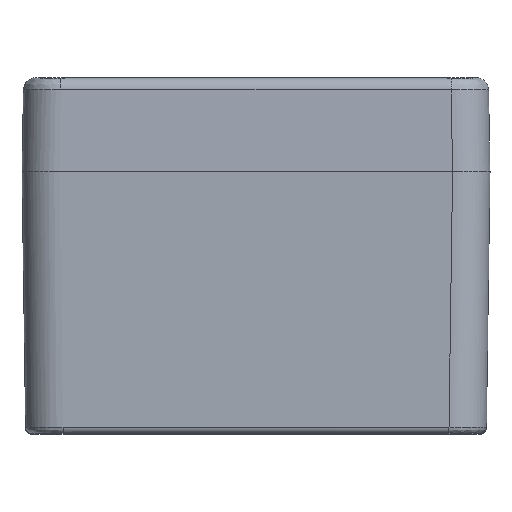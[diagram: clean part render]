
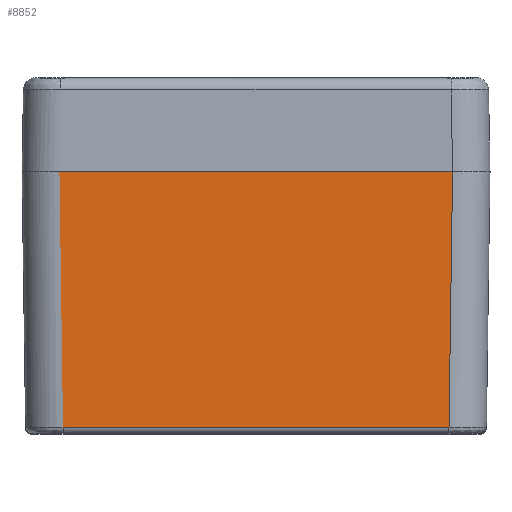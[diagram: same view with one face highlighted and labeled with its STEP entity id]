
A CAD part, top view. The second image highlights one B-rep face of the part: STEP entity #8852.
In plain terms, the highlighted planar face has unit normal (0, -0.014, 1).
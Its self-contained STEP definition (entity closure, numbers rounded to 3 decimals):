
#719 = ORIENTED_EDGE ( 'NONE', *, *, #7464, .F. ) ;
#1279 = VECTOR ( 'NONE', #12120, 1000. ) ;
#1904 = VERTEX_POINT ( 'NONE', #7812 ) ;
#2040 = CARTESIAN_POINT ( 'NONE',  ( -31.501, 42., 40. ) ) ;
#2086 = VERTEX_POINT ( 'NONE', #16316 ) ;
#2337 = PLANE ( 'NONE',  #11173 ) ;
#2822 = CARTESIAN_POINT ( 'NONE',  ( -30.928, 0.986, 39.427 ) ) ;
#3761 = LINE ( 'NONE', #8926, #3873 ) ;
#3873 = VECTOR ( 'NONE', #14109, 1000. ) ;
#4726 = CARTESIAN_POINT ( 'NONE',  ( 31.501, 42., 40. ) ) ;
#5137 = VECTOR ( 'NONE', #10956, 1000. ) ;
#5534 = EDGE_CURVE ( 'NONE', #2086, #15600, #11178, .T. ) ;
#6128 = ORIENTED_EDGE ( 'NONE', *, *, #11743, .T. ) ;
#7464 = EDGE_CURVE ( 'NONE', #15600, #16363, #14705, .T. ) ;
#7812 = CARTESIAN_POINT ( 'NONE',  ( -31.501, 42., 40. ) ) ;
#8754 = VECTOR ( 'NONE', #13966, 1000. ) ;
#8852 = ADVANCED_FACE ( 'NONE', ( #13951 ), #2337, .T. ) ;
#8926 = CARTESIAN_POINT ( 'NONE',  ( -31.501, 42., 40. ) ) ;
#9770 = CARTESIAN_POINT ( 'NONE',  ( 30.928, 0.986, 39.427 ) ) ;
#10956 = DIRECTION ( 'NONE',  ( -1., 0., 0. ) ) ;
#11173 = AXIS2_PLACEMENT_3D ( 'NONE', #16678, #14117, #12694 ) ;
#11178 = LINE ( 'NONE', #4726, #1279 ) ;
#11743 = EDGE_CURVE ( 'NONE', #1904, #16363, #3761, .T. ) ;
#11789 = EDGE_LOOP ( 'NONE', ( #14009, #14505, #6128, #719 ) ) ;
#12120 = DIRECTION ( 'NONE',  ( -0.014, -1., -0.014 ) ) ;
#12694 = DIRECTION ( 'NONE',  ( -1., 0., 0. ) ) ;
#13951 = FACE_OUTER_BOUND ( 'NONE', #11789, .T. ) ;
#13966 = DIRECTION ( 'NONE',  ( 1., 0., 0. ) ) ;
#14009 = ORIENTED_EDGE ( 'NONE', *, *, #5534, .F. ) ;
#14109 = DIRECTION ( 'NONE',  ( 0.014, -1., -0.014 ) ) ;
#14117 = DIRECTION ( 'NONE',  ( 0., -0.014, 1. ) ) ;
#14505 = ORIENTED_EDGE ( 'NONE', *, *, #16764, .F. ) ;
#14705 = LINE ( 'NONE', #9770, #5137 ) ;
#14834 = CARTESIAN_POINT ( 'NONE',  ( 30.928, 0.986, 39.427 ) ) ;
#15600 = VERTEX_POINT ( 'NONE', #14834 ) ;
#16316 = CARTESIAN_POINT ( 'NONE',  ( 31.501, 42., 40. ) ) ;
#16363 = VERTEX_POINT ( 'NONE', #2822 ) ;
#16608 = LINE ( 'NONE', #2040, #8754 ) ;
#16678 = CARTESIAN_POINT ( 'NONE',  ( -39.947, 42., 40. ) ) ;
#16764 = EDGE_CURVE ( 'NONE', #1904, #2086, #16608, .T. ) ;
